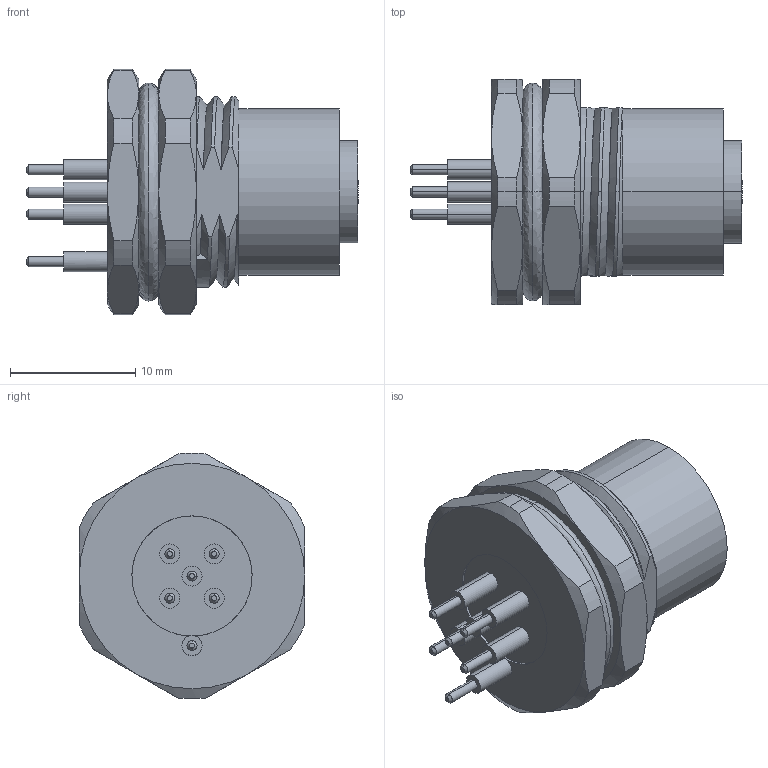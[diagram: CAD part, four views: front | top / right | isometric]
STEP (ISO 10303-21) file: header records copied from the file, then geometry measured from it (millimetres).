
FILE_DESCRIPTION (( 'STEP AP203' ), '1' );
FILE_NAME ('P214.STEP', '2020-03-31T06:18:44', ( 'edpusr' ), ( 'Microsoft' ), 'SwSTEP 2.0', 'SolidWorks 2015', '' );
FILE_SCHEMA (( 'CONFIG_CONTROL_DESIGN' ));
Length unit declared in the file: millimetre
Products named in the file (1): P214
Bounding box: 26.5 x 18 x 19.59 mm (x, y, z)
Volume: 3171.7 mm3; surface area: 2732.2 mm2
Topology: 1 solids, 1 shells, 208 faces, 494 edges, 311 vertices
Faces by surface type: cylinder 84, cone 50, plane 48, bspline 26
Entity records: 9278 total; most frequent: CARTESIAN_POINT 4680, ORIENTED_EDGE 988, DIRECTION 906, EDGE_CURVE 494, AXIS2_PLACEMENT_3D 371, VERTEX_POINT 311, EDGE_LOOP 231, ADVANCED_FACE 208
